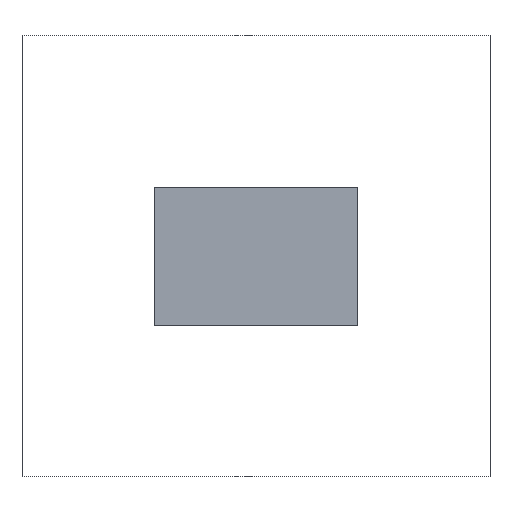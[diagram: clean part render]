
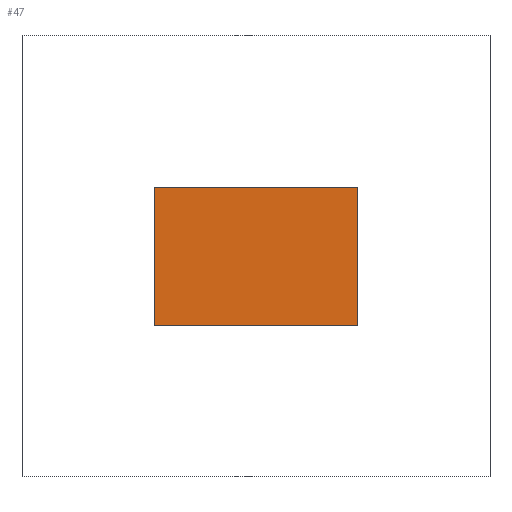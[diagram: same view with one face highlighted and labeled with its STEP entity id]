
A CAD part, top view. The second image highlights one B-rep face of the part: STEP entity #47.
In plain terms, the highlighted planar face has unit normal (0, 0, 1).
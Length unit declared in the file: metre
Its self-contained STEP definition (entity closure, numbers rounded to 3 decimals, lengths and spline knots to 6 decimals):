
#47 = ADVANCED_FACE( '', ( #92 ), #93, .T. );
#92 = FACE_OUTER_BOUND( '', #134, .T. );
#93 = PLANE( '', #135 );
#134 = EDGE_LOOP( '', ( #185, #186, #187, #188 ) );
#135 = AXIS2_PLACEMENT_3D( '', #189, #190, #191 );
#185 = ORIENTED_EDGE( '', *, *, #235, .F. );
#186 = ORIENTED_EDGE( '', *, *, #252, .T. );
#187 = ORIENTED_EDGE( '', *, *, #253, .T. );
#188 = ORIENTED_EDGE( '', *, *, #249, .F. );
#189 = CARTESIAN_POINT( '', ( 0., 0., 0.025 ) );
#190 = DIRECTION( '', ( 0., 0., 1. ) );
#191 = DIRECTION( '', ( 1., 0., 0. ) );
#235 = EDGE_CURVE( '', #274, #276, #277, .T. );
#249 = EDGE_CURVE( '', #276, #300, #301, .T. );
#252 = EDGE_CURVE( '', #274, #304, #305, .T. );
#253 = EDGE_CURVE( '', #304, #300, #306, .T. );
#274 = VERTEX_POINT( '', #337 );
#276 = VERTEX_POINT( '', #340 );
#277 = LINE( '', #341, #342 );
#300 = VERTEX_POINT( '', #375 );
#301 = LINE( '', #376, #377 );
#304 = VERTEX_POINT( '', #381 );
#305 = LINE( '', #382, #383 );
#306 = LINE( '', #384, #385 );
#337 = CARTESIAN_POINT( '', ( 0.037224, -0.025228, 0.025 ) );
#340 = CARTESIAN_POINT( '', ( -0.037224, -0.025228, 0.025 ) );
#341 = CARTESIAN_POINT( '', ( 0., -0.025228, 0.025 ) );
#342 = VECTOR( '', #424, 1. );
#375 = CARTESIAN_POINT( '', ( -0.037224, 0.025228, 0.025 ) );
#376 = CARTESIAN_POINT( '', ( -0.037224, 0., 0.025 ) );
#377 = VECTOR( '', #435, 1. );
#381 = CARTESIAN_POINT( '', ( 0.037224, 0.025228, 0.025 ) );
#382 = CARTESIAN_POINT( '', ( 0.037224, 0., 0.025 ) );
#383 = VECTOR( '', #437, 1. );
#384 = CARTESIAN_POINT( '', ( 0., 0.025228, 0.025 ) );
#385 = VECTOR( '', #438, 1. );
#424 = DIRECTION( '', ( -1., 0., 0. ) );
#435 = DIRECTION( '', ( 0., 1., 0. ) );
#437 = DIRECTION( '', ( 0., 1., 0. ) );
#438 = DIRECTION( '', ( -1., 0., 0. ) );
